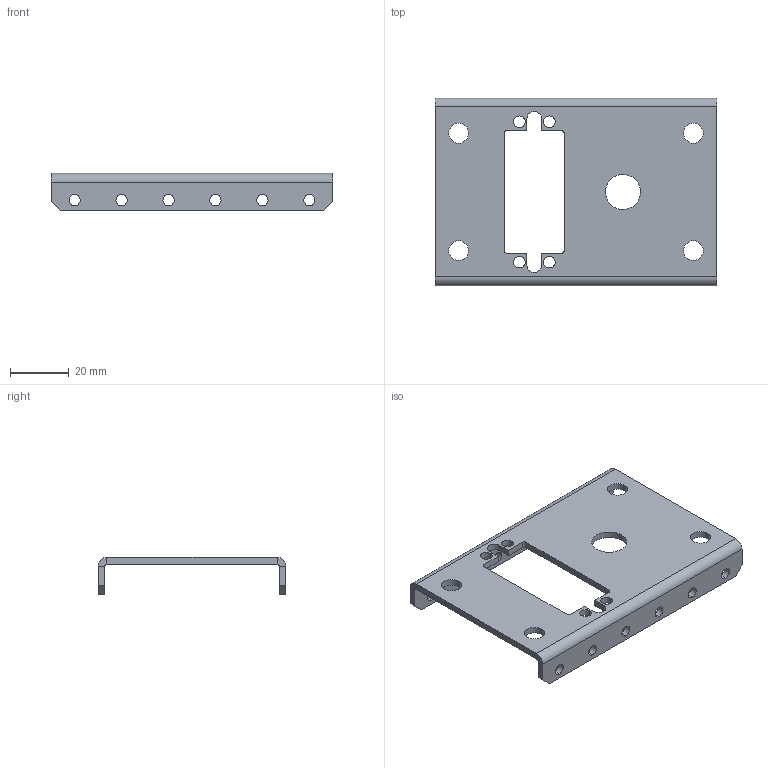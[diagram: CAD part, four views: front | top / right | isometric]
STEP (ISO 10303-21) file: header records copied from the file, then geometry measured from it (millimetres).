
FILE_DESCRIPTION (( 'STEP AP214' ), '1' );
FILE_NAME ('am-3673 PicoBox Servo Motor Plate REV2.STEP', '2018-06-25T19:47:53', ( '' ), ( '' ), 'SwSTEP 2.0', 'SolidWorks 2017', '' );
FILE_SCHEMA (( 'AUTOMOTIVE_DESIGN' ));
Length unit declared in the file: millimetre
Products named in the file (1): am-3673 PicoBox Servo Motor Plate REV2
Bounding box: 96 x 64 x 12.7 mm (x, y, z)
Volume: 15128.5 mm3; surface area: 15093.2 mm2
Topology: 1 solids, 1 shells, 84 faces, 230 edges, 148 vertices
Faces by surface type: cylinder 52, plane 32
Entity records: 2812 total; most frequent: DIRECTION 504, CARTESIAN_POINT 463, ORIENTED_EDGE 460, EDGE_CURVE 230, AXIS2_PLACEMENT_3D 189, VERTEX_POINT 148, EDGE_LOOP 128, VECTOR 126
